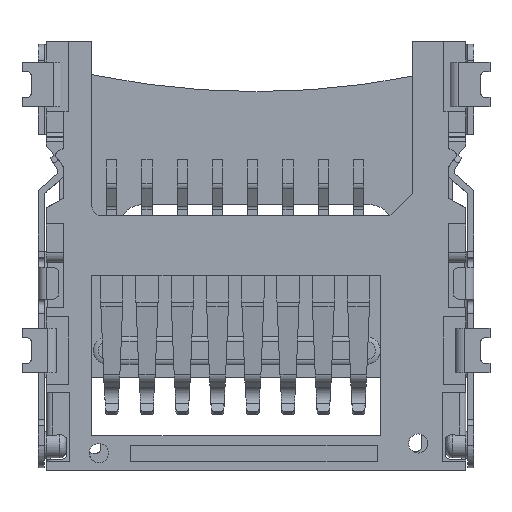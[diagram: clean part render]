
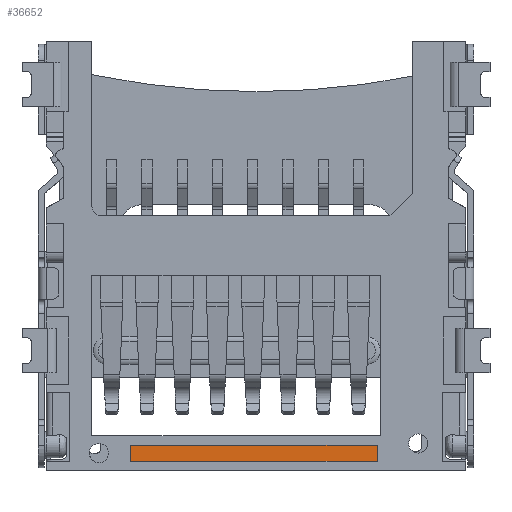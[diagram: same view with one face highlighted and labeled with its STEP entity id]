
A CAD part, front view. The second image highlights one B-rep face of the part: STEP entity #36652.
In plain terms, the highlighted planar face has unit normal (0, -1, 0).
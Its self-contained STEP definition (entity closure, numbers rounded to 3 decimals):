
#13346=DIRECTION('',(1.,0.,0.));
#13347=VECTOR('',#13346,7.7);
#13348=CARTESIAN_POINT('',(38.63,0.02,-13.1));
#13349=LINE('12431',#13348,#13347);
#13350=DIRECTION('',(0.,0.,-1.));
#13351=VECTOR('',#13350,0.5);
#13352=CARTESIAN_POINT('',(38.63,0.02,-12.6));
#13353=LINE('11044',#13352,#13351);
#13354=DIRECTION('',(-1.,0.,0.));
#13355=VECTOR('',#13354,7.7);
#13356=CARTESIAN_POINT('',(46.33,0.02,-12.6));
#13357=LINE('11739',#13356,#13355);
#13358=DIRECTION('',(0.,0.,1.));
#13359=VECTOR('',#13358,0.5);
#13360=CARTESIAN_POINT('',(46.33,0.02,-13.1));
#13361=LINE('11211',#13360,#13359);
#13549=CARTESIAN_POINT('',(46.33,0.02,-13.1));
#13551=VERTEX_POINT('',#13549);
#15148=CARTESIAN_POINT('',(46.33,0.02,-12.6));
#15149=VERTEX_POINT('',#15148);
#16192=CARTESIAN_POINT('',(38.63,0.02,-12.6));
#16193=CARTESIAN_POINT('',(38.63,0.02,-13.1));
#16194=VERTEX_POINT('',#16192);
#16195=VERTEX_POINT('',#16193);
#36641=CARTESIAN_POINT('',(46.484,0.02,-13.198));
#36642=DIRECTION('',(0.,1.,0.));
#36643=DIRECTION('',(-0.707,0.,0.707));
#36644=AXIS2_PLACEMENT_3D('',#36641,#36642,#36643);
#36645=PLANE('13710',#36644);
#36646=ORIENTED_EDGE('12431',*,*,#36622,.F.);
#36647=ORIENTED_EDGE('11044',*,*,#36635,.F.);
#36648=ORIENTED_EDGE('11739',*,*,#36592,.F.);
#36649=ORIENTED_EDGE('11211',*,*,#36607,.F.);
#36650=EDGE_LOOP('13710',(#36646,#36647,#36648,#36649));
#36651=FACE_OUTER_BOUND('13710',#36650,.F.);
#36652=ADVANCED_FACE('13710',(#36651),#36645,.F.);
#36592=EDGE_CURVE('11739',#15149,#16194,#13357,.T.);
#36607=EDGE_CURVE('11211',#13551,#15149,#13361,.T.);
#36622=EDGE_CURVE('12431',#16195,#13551,#13349,.T.);
#36635=EDGE_CURVE('11044',#16194,#16195,#13353,.T.);
